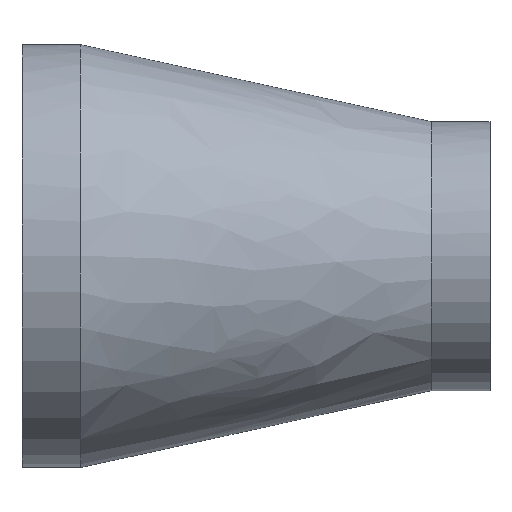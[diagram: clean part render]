
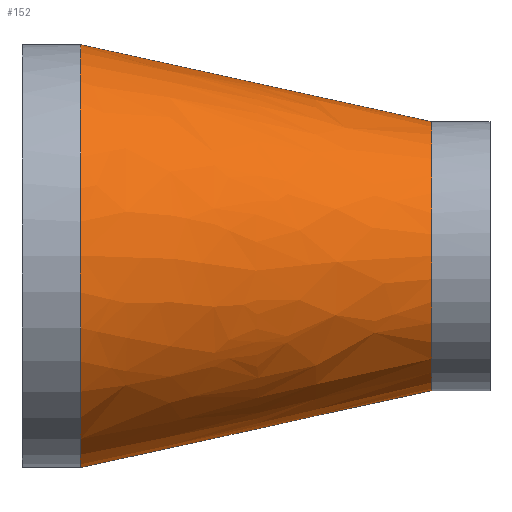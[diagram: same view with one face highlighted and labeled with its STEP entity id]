
A CAD part, top view. The second image highlights one B-rep face of the part: STEP entity #152.
In plain terms, the highlighted free-form (B-spline) face has degree [1, 2] with [2, 9] control points.
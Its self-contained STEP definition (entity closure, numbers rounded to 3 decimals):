
#32=FACE_OUTER_BOUND('',#40,.T.);
#40=EDGE_LOOP('',(#113,#114,#115,#116,#117,#118,#119,#120));
#50=B_SPLINE_CURVE_WITH_KNOTS('',1,(#309,#310),.UNSPECIFIED.,.F.,.F.,(2,
2),(-1.741,-0.009),.UNSPECIFIED.);
#57=CIRCLE('',#185,6.9);
#58=CIRCLE('',#186,6.9);
#59=CIRCLE('',#187,6.9);
#60=CIRCLE('',#188,10.85);
#61=CIRCLE('',#189,10.85);
#62=CIRCLE('',#190,10.85);
#73=VERTEX_POINT('',#302);
#74=VERTEX_POINT('',#303);
#75=VERTEX_POINT('',#305);
#76=VERTEX_POINT('',#308);
#77=VERTEX_POINT('',#311);
#78=VERTEX_POINT('',#313);
#90=EDGE_CURVE('',#73,#74,#57,.T.);
#91=EDGE_CURVE('',#75,#73,#58,.T.);
#92=EDGE_CURVE('',#74,#75,#59,.T.);
#93=EDGE_CURVE('',#74,#76,#50,.T.);
#94=EDGE_CURVE('',#76,#77,#60,.T.);
#95=EDGE_CURVE('',#77,#78,#61,.T.);
#96=EDGE_CURVE('',#78,#76,#62,.T.);
#113=ORIENTED_EDGE('',*,*,#90,.F.);
#114=ORIENTED_EDGE('',*,*,#91,.F.);
#115=ORIENTED_EDGE('',*,*,#92,.F.);
#116=ORIENTED_EDGE('',*,*,#93,.T.);
#117=ORIENTED_EDGE('',*,*,#94,.T.);
#118=ORIENTED_EDGE('',*,*,#95,.T.);
#119=ORIENTED_EDGE('',*,*,#96,.T.);
#120=ORIENTED_EDGE('',*,*,#93,.F.);
#150=(
BOUNDED_SURFACE()
B_SPLINE_SURFACE(1,2,((#284,#285,#286,#287,#288,#289,#290,#291,#292),(#293,
#294,#295,#296,#297,#298,#299,#300,#301)),.UNSPECIFIED.,.F.,.T.,.F.)
B_SPLINE_SURFACE_WITH_KNOTS((2,2),(3,2,2,2,3),(-0.21,1.869),
(-3.142,-1.571,0.,1.571,3.142),
 .UNSPECIFIED.)
GEOMETRIC_REPRESENTATION_ITEM()
RATIONAL_B_SPLINE_SURFACE(((1.,0.707,1.,0.707,1.,
0.707,1.,0.707,1.),(1.,0.707,1.,0.707,
1.,0.707,1.,0.707,1.)))
REPRESENTATION_ITEM('')
SURFACE()
);
#152=ADVANCED_FACE('',(#32),#150,.F.);
#185=AXIS2_PLACEMENT_3D('',#304,#215,#216);
#186=AXIS2_PLACEMENT_3D('',#306,#217,#218);
#187=AXIS2_PLACEMENT_3D('',#307,#219,#220);
#188=AXIS2_PLACEMENT_3D('',#312,#221,#222);
#189=AXIS2_PLACEMENT_3D('',#314,#223,#224);
#190=AXIS2_PLACEMENT_3D('',#315,#225,#226);
#215=DIRECTION('center_axis',(1.,0.,0.));
#216=DIRECTION('ref_axis',(0.,0.,-1.));
#217=DIRECTION('center_axis',(1.,0.,0.));
#218=DIRECTION('ref_axis',(0.,0.,-1.));
#219=DIRECTION('center_axis',(1.,0.,0.));
#220=DIRECTION('ref_axis',(0.,0.,-1.));
#221=DIRECTION('center_axis',(1.,0.,0.));
#222=DIRECTION('ref_axis',(0.,0.,-1.));
#223=DIRECTION('center_axis',(1.,0.,0.));
#224=DIRECTION('ref_axis',(0.,0.,-1.));
#225=DIRECTION('center_axis',(1.,0.,0.));
#226=DIRECTION('ref_axis',(0.,0.,-1.));
#284=CARTESIAN_POINT('Ctrl Pts',(0.724,11.338,0.));
#285=CARTESIAN_POINT('Ctrl Pts',(3.,11.338,10.85));
#286=CARTESIAN_POINT('Ctrl Pts',(3.,0.,10.85));
#287=CARTESIAN_POINT('Ctrl Pts',(3.,-11.338,10.85));
#288=CARTESIAN_POINT('Ctrl Pts',(0.724,-11.338,0.));
#289=CARTESIAN_POINT('Ctrl Pts',(-1.552,-11.338,-10.85));
#290=CARTESIAN_POINT('Ctrl Pts',(-1.552,0.,
-10.85));
#291=CARTESIAN_POINT('Ctrl Pts',(-1.552,11.338,-10.85));
#292=CARTESIAN_POINT('Ctrl Pts',(0.724,11.338,0.));
#293=CARTESIAN_POINT('Ctrl Pts',(22.325,6.603,-4.532));
#294=CARTESIAN_POINT('Ctrl Pts',(23.651,6.603,1.787));
#295=CARTESIAN_POINT('Ctrl Pts',(23.651,0.,
1.787));
#296=CARTESIAN_POINT('Ctrl Pts',(23.651,-6.603,1.787));
#297=CARTESIAN_POINT('Ctrl Pts',(22.325,-6.603,-4.532));
#298=CARTESIAN_POINT('Ctrl Pts',(21.,-6.603,-10.85));
#299=CARTESIAN_POINT('Ctrl Pts',(21.,0.,-10.85));
#300=CARTESIAN_POINT('Ctrl Pts',(21.,6.603,-10.85));
#301=CARTESIAN_POINT('Ctrl Pts',(22.325,6.603,-4.532));
#302=CARTESIAN_POINT('',(21.,0.,-10.85));
#303=CARTESIAN_POINT('',(21.,6.893,-4.254));
#304=CARTESIAN_POINT('Origin',(21.,0.,-3.95));
#305=CARTESIAN_POINT('',(21.,0.,2.95));
#306=CARTESIAN_POINT('Origin',(21.,0.,-3.95));
#307=CARTESIAN_POINT('Origin',(21.,0.,-3.95));
#308=CARTESIAN_POINT('',(3.,10.839,-0.478));
#309=CARTESIAN_POINT('Ctrl Pts',(21.,6.893,-4.254));
#310=CARTESIAN_POINT('Ctrl Pts',(3.,10.839,-0.478));
#311=CARTESIAN_POINT('',(3.,0.,10.85));
#312=CARTESIAN_POINT('Origin',(3.,0.,0.));
#313=CARTESIAN_POINT('',(3.,0.,-10.85));
#314=CARTESIAN_POINT('Origin',(3.,0.,0.));
#315=CARTESIAN_POINT('Origin',(3.,0.,0.));
